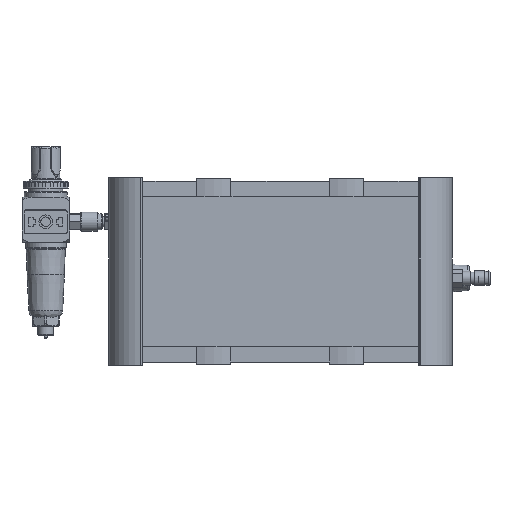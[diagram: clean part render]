
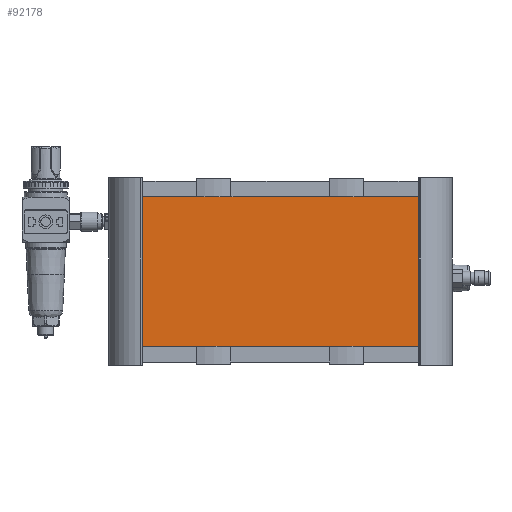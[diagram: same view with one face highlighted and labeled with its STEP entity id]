
A CAD part, left-side view. The second image highlights one B-rep face of the part: STEP entity #92178.
In plain terms, the highlighted planar face has unit normal (-1, 0, 0).
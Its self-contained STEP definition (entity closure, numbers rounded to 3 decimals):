
#11048=FACE_OUTER_BOUND('',#16296,.T.);
#16296=EDGE_LOOP('',(#78629,#78630,#78631,#78632,#78633,#78634,#78635,#78636,
#78637,#78638,#78639));
#24615=LINE('',#164059,#33173);
#24624=LINE('',#164091,#33182);
#24625=LINE('',#164094,#33183);
#24811=LINE('',#164637,#33369);
#24818=LINE('',#164666,#33376);
#24823=LINE('',#164681,#33381);
#24866=LINE('',#164787,#33424);
#24869=LINE('',#164794,#33427);
#24873=LINE('',#164801,#33431);
#24875=LINE('',#164804,#33433);
#24876=LINE('',#164806,#33434);
#33173=VECTOR('',#111247,10.);
#33182=VECTOR('',#111284,10.);
#33183=VECTOR('',#111287,10.);
#33369=VECTOR('',#111809,10.);
#33376=VECTOR('',#111842,10.);
#33381=VECTOR('',#111855,10.);
#33424=VECTOR('',#111956,10.);
#33427=VECTOR('',#111963,10.);
#33431=VECTOR('',#111969,10.);
#33433=VECTOR('',#111973,10.);
#33434=VECTOR('',#111976,10.);
#41609=VERTEX_POINT('',#164057);
#41610=VERTEX_POINT('',#164058);
#41619=VERTEX_POINT('',#164089);
#41620=VERTEX_POINT('',#164093);
#41808=VERTEX_POINT('',#164635);
#41809=VERTEX_POINT('',#164636);
#41818=VERTEX_POINT('',#164665);
#41819=VERTEX_POINT('',#164669);
#41824=VERTEX_POINT('',#164679);
#41860=VERTEX_POINT('',#164793);
#41862=VERTEX_POINT('',#164799);
#53863=EDGE_CURVE('',#41609,#41610,#24615,.T.);
#53880=EDGE_CURVE('',#41610,#41619,#24624,.T.);
#53881=EDGE_CURVE('',#41620,#41609,#24625,.T.);
#54154=EDGE_CURVE('',#41808,#41809,#24811,.T.);
#54169=EDGE_CURVE('',#41818,#41808,#24818,.T.);
#54177=EDGE_CURVE('',#41824,#41819,#24823,.T.);
#54232=EDGE_CURVE('',#41819,#41809,#24866,.T.);
#54235=EDGE_CURVE('',#41860,#41620,#24869,.T.);
#54239=EDGE_CURVE('',#41824,#41862,#24873,.T.);
#54241=EDGE_CURVE('',#41862,#41860,#24875,.T.);
#54242=EDGE_CURVE('',#41818,#41619,#24876,.T.);
#78629=ORIENTED_EDGE('',*,*,#54241,.T.);
#78630=ORIENTED_EDGE('',*,*,#54235,.T.);
#78631=ORIENTED_EDGE('',*,*,#53881,.T.);
#78632=ORIENTED_EDGE('',*,*,#53863,.T.);
#78633=ORIENTED_EDGE('',*,*,#53880,.T.);
#78634=ORIENTED_EDGE('',*,*,#54242,.F.);
#78635=ORIENTED_EDGE('',*,*,#54169,.T.);
#78636=ORIENTED_EDGE('',*,*,#54154,.T.);
#78637=ORIENTED_EDGE('',*,*,#54232,.F.);
#78638=ORIENTED_EDGE('',*,*,#54177,.F.);
#78639=ORIENTED_EDGE('',*,*,#54239,.T.);
#82790=PLANE('',#96154);
#92178=ADVANCED_FACE('',(#11048),#82790,.F.);
#96154=AXIS2_PLACEMENT_3D('',#164805,#111974,#111975);
#111247=DIRECTION('',(0.,1.,0.));
#111284=DIRECTION('',(0.,1.,0.));
#111287=DIRECTION('',(0.,1.,0.));
#111809=DIRECTION('',(0.,1.,0.));
#111842=DIRECTION('',(0.,1.,0.));
#111855=DIRECTION('',(0.,-1.,0.));
#111956=DIRECTION('',(0.,-1.,0.));
#111963=DIRECTION('',(0.,0.,1.));
#111969=DIRECTION('',(0.,0.,-1.));
#111973=DIRECTION('',(0.,-1.,0.));
#111974=DIRECTION('center_axis',(1.,0.,
0.));
#111975=DIRECTION('ref_axis',(0.,-1.,
0.));
#111976=DIRECTION('',(0.,-1.,0.));
#164057=CARTESIAN_POINT('',(0.259,76.173,146.));
#164058=CARTESIAN_POINT('',(0.267,105.982,146.));
#164059=CARTESIAN_POINT('',(0.246,27.786,146.));
#164089=CARTESIAN_POINT('',(0.289,189.279,146.));
#164091=CARTESIAN_POINT('',(0.246,27.786,146.));
#164093=CARTESIAN_POINT('',(0.246,27.786,146.));
#164094=CARTESIAN_POINT('',(0.246,27.786,146.));
#164635=CARTESIAN_POINT('',(0.29,193.625,146.));
#164636=CARTESIAN_POINT('',(0.298,223.565,146.));
#164637=CARTESIAN_POINT('',(0.246,27.786,146.));
#164665=CARTESIAN_POINT('',(0.29,193.564,146.));
#164666=CARTESIAN_POINT('',(0.246,27.786,146.));
#164669=CARTESIAN_POINT('',(0.298,223.626,146.));
#164679=CARTESIAN_POINT('',(0.31,271.191,146.));
#164681=CARTESIAN_POINT('',(0.278,149.534,146.));
#164787=CARTESIAN_POINT('',(0.278,149.534,146.));
#164793=CARTESIAN_POINT('',(0.246,27.786,14.067));
#164794=CARTESIAN_POINT('',(0.246,27.786,14.067));
#164799=CARTESIAN_POINT('',(0.31,271.191,14.067));
#164801=CARTESIAN_POINT('',(0.31,271.191,146.));
#164804=CARTESIAN_POINT('',(0.31,271.191,14.067));
#164805=CARTESIAN_POINT('Origin',(0.278,149.488,80.033));
#164806=CARTESIAN_POINT('',(0.278,149.534,146.));
